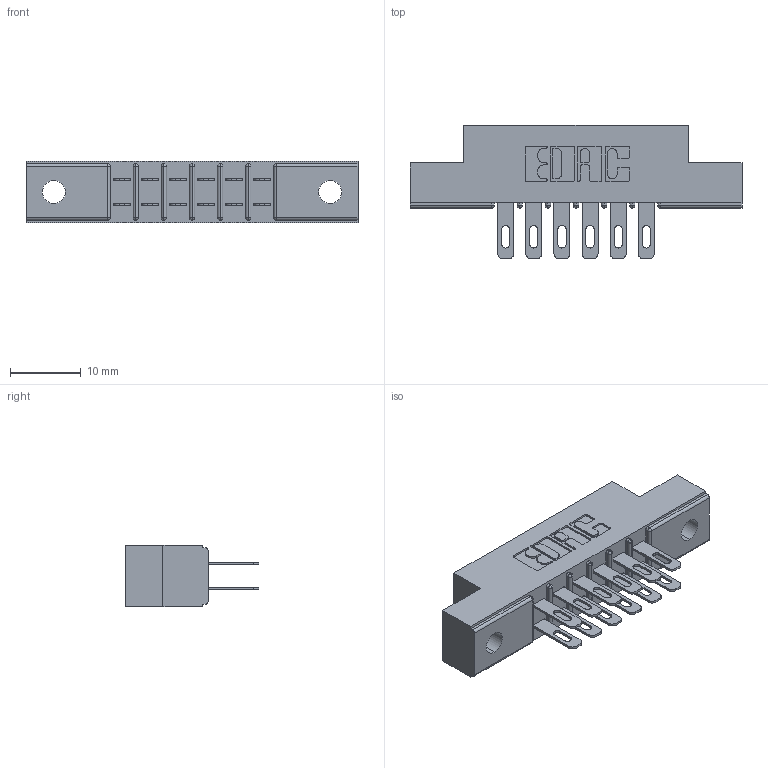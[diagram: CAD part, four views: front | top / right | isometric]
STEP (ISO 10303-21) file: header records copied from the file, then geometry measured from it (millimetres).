
FILE_DESCRIPTION (( 'STEP AP203' ), '1' );
FILE_NAME ('305-012-500-502.STEP', '2019-09-09T11:12:18', ( '' ), ( '' ), 'SwSTEP 2.0', 'SolidWorks 2016', '' );
FILE_SCHEMA (( 'CONFIG_CONTROL_DESIGN' ));
Length unit declared in the file: inch
Products named in the file (3): 305-012-500-502; 305-290-001_500; 305 Part_.128 Dia
Assembly tree (13 placements, depth 2):
  305-012-500-502
    305 Part_.128 Dia
    305-290-001_500  x12
Bounding box: 46.79 x 18.85 x 8.71 mm (x, y, z)
Volume: 2867.2 mm3; surface area: 4646.5 mm2
Topology: 13 solids, 13 shells, 716 faces, 2038 edges, 1324 vertices
Faces by surface type: plane 404, cylinder 288, sphere 24
Entity records: 10903 total; most frequent: CARTESIAN_POINT 1804, ORIENTED_EDGE 1784, DIRECTION 1776, EDGE_CURVE 892, LINE 680, VECTOR 680, VERTEX_POINT 576, AXIS2_PLACEMENT_3D 548
